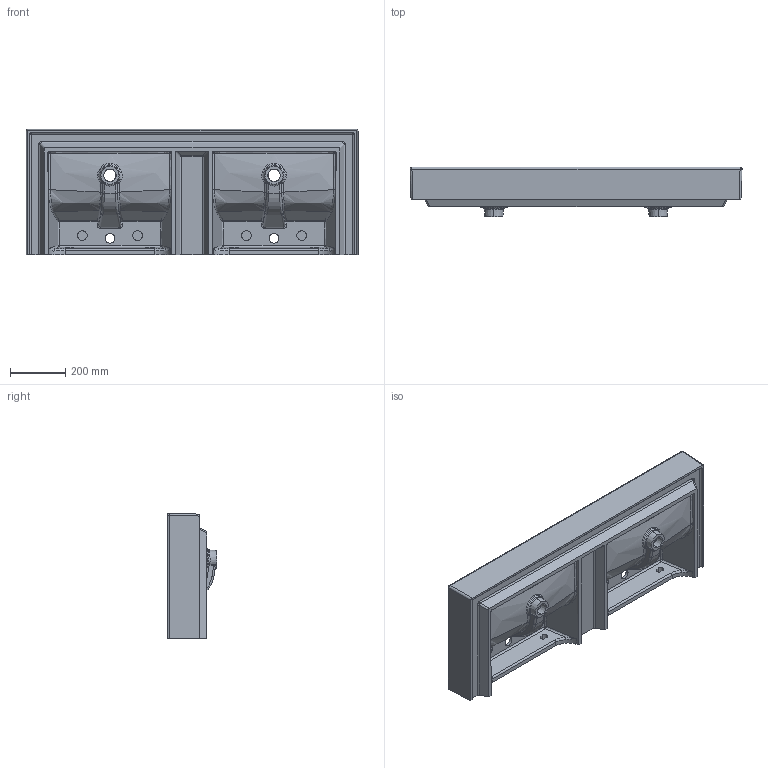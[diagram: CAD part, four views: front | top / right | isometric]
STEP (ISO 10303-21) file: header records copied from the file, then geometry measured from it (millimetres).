
FILE_DESCRIPTION (( 'STEP AP203' ), '1' );
FILE_NAME ('QU1202.STEP', '2019-03-29T08:33:25', ( '' ), ( '' ), 'SwSTEP 2.0', 'SolidWorks 2019', '' );
FILE_SCHEMA (( 'CONFIG_CONTROL_DESIGN' ));
Length unit declared in the file: millimetre
Products named in the file (1): QU1202
Bounding box: 1199.5 x 180 x 454.75 mm (x, y, z)
Volume: 24834363.6 mm3; surface area: 1921659.2 mm2
Topology: 1 solids, 1 shells, 348 faces, 843 edges, 471 vertices
Faces by surface type: bspline 164, cylinder 83, plane 60, sphere 31, cone 10
Entity records: 43600 total; most frequent: CARTESIAN_POINT 36893, ORIENTED_EDGE 1602, DIRECTION 1081, EDGE_CURVE 801, VERTEX_POINT 463, AXIS2_PLACEMENT_3D 441, EDGE_LOOP 372, ADVANCED_FACE 348
